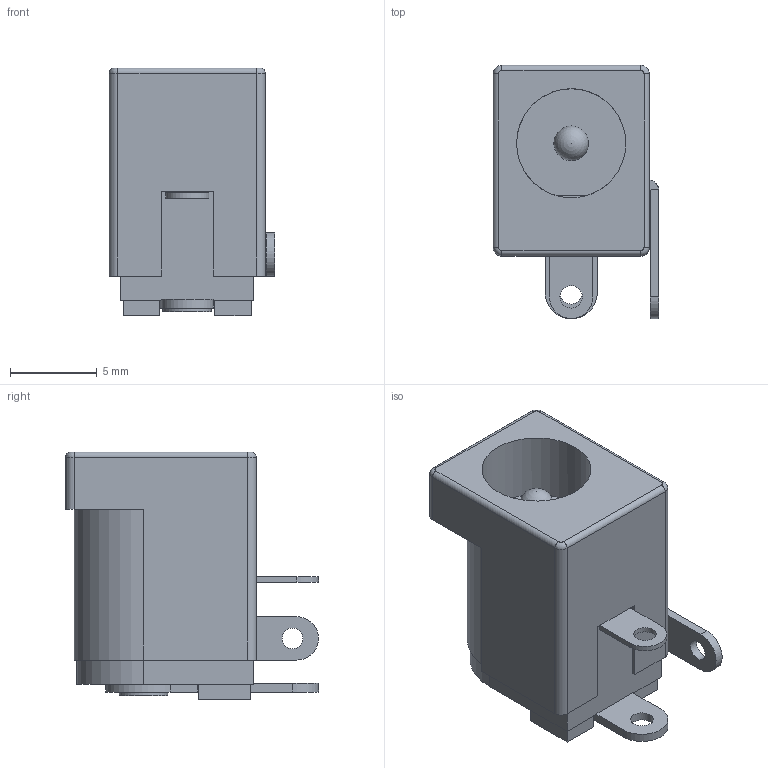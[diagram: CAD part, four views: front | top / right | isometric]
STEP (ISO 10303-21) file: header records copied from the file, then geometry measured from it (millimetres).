
FILE_DESCRIPTION(/* description */ ('STEP AP242','CAx-IF Rec.Pracs.---Representation and Presentation of Product Manufacturing Information (PMI)---4.0---2014-10-13','CAx-IF Rec.Pracs.---3D Tessellated Geometry---0.4---2014-09-14','2;1'),/* implementation_level */ '2;1');
FILE_NAME(/* name */ '671abd2f4d67af2deacbd4a8',/* time_stamp */ '2024-10-24T21:33:36Z',/* author */ (''),/* organization */ (''),/* preprocessor_version */ 'ST-DEVELOPER v20',/* originating_system */ ' ',/* authorisation */ ' ');
FILE_SCHEMA (('AP242_MANAGED_MODEL_BASED_3D_ENGINEERING_MIM_LF { 1 0 10303 442 1 1 4 }'));
Length unit declared in the file: metre
Products named in the file (1): DCJ2-H_439_DC0005E-AH
Bounding box: 9.55 x 14.6 x 14.3 mm (x, y, z)
Volume: 1020.9 mm3; surface area: 1016.9 mm2
Topology: 1 solids, 2 shells, 124 faces, 340 edges, 221 vertices
Faces by surface type: plane 79, cylinder 36, torus 5, bspline 2, sphere 1, cone 1
Full cylindrical faces by diameter (mm): 1.2 x1, 1.3 x2, 1.5 x2, 2 x2, 2.1 x1, 2.8 x1, 6.3 x1
Entity records: 4614 total; most frequent: CARTESIAN_POINT 796, ORIENTED_EDGE 634, DIRECTION 622, EDGE_CURVE 317, LINE 234, VECTOR 234, VERTEX_POINT 212, AXIS2_PLACEMENT_3D 194
